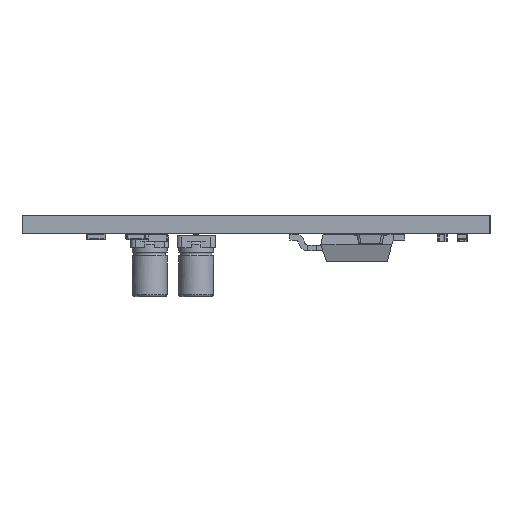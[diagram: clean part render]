
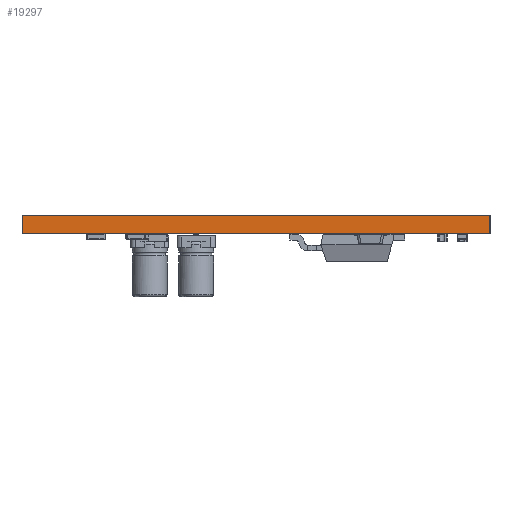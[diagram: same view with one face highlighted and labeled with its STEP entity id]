
A CAD part, left-side view. The second image highlights one B-rep face of the part: STEP entity #19297.
In plain terms, the highlighted planar face has unit normal (-1, 0, 0).
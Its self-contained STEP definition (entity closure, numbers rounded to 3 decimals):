
#19116 = PLANE('',#19117);
#19117 = AXIS2_PLACEMENT_3D('',#19118,#19119,#19120);
#19118 = CARTESIAN_POINT('',(21.,20.15,0.));
#19119 = DIRECTION('',(0.,-1.,0.));
#19120 = DIRECTION('',(-1.,0.,0.));
#19141 = VERTEX_POINT('',#19142);
#19142 = CARTESIAN_POINT('',(-21.,20.15,1.6));
#19156 = PLANE('',#19157);
#19157 = AXIS2_PLACEMENT_3D('',#19158,#19159,#19160);
#19158 = CARTESIAN_POINT('',(0.,0.,1.6));
#19159 = DIRECTION('',(0.,0.,1.));
#19160 = DIRECTION('',(1.,0.,-0.));
#19168 = EDGE_CURVE('',#19169,#19141,#19171,.T.);
#19169 = VERTEX_POINT('',#19170);
#19170 = CARTESIAN_POINT('',(-21.,20.15,0.));
#19171 = SURFACE_CURVE('',#19172,(#19176,#19183),.PCURVE_S1.);
#19172 = LINE('',#19173,#19174);
#19173 = CARTESIAN_POINT('',(-21.,20.15,0.));
#19174 = VECTOR('',#19175,1.);
#19175 = DIRECTION('',(0.,0.,1.));
#19176 = PCURVE('',#19116,#19177);
#19177 = DEFINITIONAL_REPRESENTATION('',(#19178),#19182);
#19178 = LINE('',#19179,#19180);
#19179 = CARTESIAN_POINT('',(42.,0.));
#19180 = VECTOR('',#19181,1.);
#19181 = DIRECTION('',(0.,-1.));
#19182 = ( GEOMETRIC_REPRESENTATION_CONTEXT(2) 
PARAMETRIC_REPRESENTATION_CONTEXT() REPRESENTATION_CONTEXT('2D SPACE',''
  ) );
#19183 = PCURVE('',#19184,#19189);
#19184 = PLANE('',#19185);
#19185 = AXIS2_PLACEMENT_3D('',#19186,#19187,#19188);
#19186 = CARTESIAN_POINT('',(-21.,20.15,0.));
#19187 = DIRECTION('',(1.,0.,-0.));
#19188 = DIRECTION('',(0.,-1.,0.));
#19189 = DEFINITIONAL_REPRESENTATION('',(#19190),#19194);
#19190 = LINE('',#19191,#19192);
#19191 = CARTESIAN_POINT('',(0.,0.));
#19192 = VECTOR('',#19193,1.);
#19193 = DIRECTION('',(0.,-1.));
#19194 = ( GEOMETRIC_REPRESENTATION_CONTEXT(2) 
PARAMETRIC_REPRESENTATION_CONTEXT() REPRESENTATION_CONTEXT('2D SPACE',''
  ) );
#19210 = PLANE('',#19211);
#19211 = AXIS2_PLACEMENT_3D('',#19212,#19213,#19214);
#19212 = CARTESIAN_POINT('',(0.,0.,0.));
#19213 = DIRECTION('',(0.,0.,1.));
#19214 = DIRECTION('',(1.,0.,-0.));
#19243 = PLANE('',#19244);
#19244 = AXIS2_PLACEMENT_3D('',#19245,#19246,#19247);
#19245 = CARTESIAN_POINT('',(-21.,-20.15,0.));
#19246 = DIRECTION('',(0.,1.,0.));
#19247 = DIRECTION('',(1.,0.,0.));
#19297 = ADVANCED_FACE('',(#19298),#19184,.F.);
#19298 = FACE_BOUND('',#19299,.F.);
#19299 = EDGE_LOOP('',(#19300,#19301,#19324,#19347));
#19300 = ORIENTED_EDGE('',*,*,#19168,.T.);
#19301 = ORIENTED_EDGE('',*,*,#19302,.T.);
#19302 = EDGE_CURVE('',#19141,#19303,#19305,.T.);
#19303 = VERTEX_POINT('',#19304);
#19304 = CARTESIAN_POINT('',(-21.,-20.15,1.6));
#19305 = SURFACE_CURVE('',#19306,(#19310,#19317),.PCURVE_S1.);
#19306 = LINE('',#19307,#19308);
#19307 = CARTESIAN_POINT('',(-21.,20.15,1.6));
#19308 = VECTOR('',#19309,1.);
#19309 = DIRECTION('',(0.,-1.,0.));
#19310 = PCURVE('',#19184,#19311);
#19311 = DEFINITIONAL_REPRESENTATION('',(#19312),#19316);
#19312 = LINE('',#19313,#19314);
#19313 = CARTESIAN_POINT('',(0.,-1.6));
#19314 = VECTOR('',#19315,1.);
#19315 = DIRECTION('',(1.,0.));
#19316 = ( GEOMETRIC_REPRESENTATION_CONTEXT(2) 
PARAMETRIC_REPRESENTATION_CONTEXT() REPRESENTATION_CONTEXT('2D SPACE',''
  ) );
#19317 = PCURVE('',#19156,#19318);
#19318 = DEFINITIONAL_REPRESENTATION('',(#19319),#19323);
#19319 = LINE('',#19320,#19321);
#19320 = CARTESIAN_POINT('',(-21.,20.15));
#19321 = VECTOR('',#19322,1.);
#19322 = DIRECTION('',(0.,-1.));
#19323 = ( GEOMETRIC_REPRESENTATION_CONTEXT(2) 
PARAMETRIC_REPRESENTATION_CONTEXT() REPRESENTATION_CONTEXT('2D SPACE',''
  ) );
#19324 = ORIENTED_EDGE('',*,*,#19325,.F.);
#19325 = EDGE_CURVE('',#19326,#19303,#19328,.T.);
#19326 = VERTEX_POINT('',#19327);
#19327 = CARTESIAN_POINT('',(-21.,-20.15,0.));
#19328 = SURFACE_CURVE('',#19329,(#19333,#19340),.PCURVE_S1.);
#19329 = LINE('',#19330,#19331);
#19330 = CARTESIAN_POINT('',(-21.,-20.15,0.));
#19331 = VECTOR('',#19332,1.);
#19332 = DIRECTION('',(0.,0.,1.));
#19333 = PCURVE('',#19184,#19334);
#19334 = DEFINITIONAL_REPRESENTATION('',(#19335),#19339);
#19335 = LINE('',#19336,#19337);
#19336 = CARTESIAN_POINT('',(40.3,0.));
#19337 = VECTOR('',#19338,1.);
#19338 = DIRECTION('',(0.,-1.));
#19339 = ( GEOMETRIC_REPRESENTATION_CONTEXT(2) 
PARAMETRIC_REPRESENTATION_CONTEXT() REPRESENTATION_CONTEXT('2D SPACE',''
  ) );
#19340 = PCURVE('',#19243,#19341);
#19341 = DEFINITIONAL_REPRESENTATION('',(#19342),#19346);
#19342 = LINE('',#19343,#19344);
#19343 = CARTESIAN_POINT('',(0.,0.));
#19344 = VECTOR('',#19345,1.);
#19345 = DIRECTION('',(0.,-1.));
#19346 = ( GEOMETRIC_REPRESENTATION_CONTEXT(2) 
PARAMETRIC_REPRESENTATION_CONTEXT() REPRESENTATION_CONTEXT('2D SPACE',''
  ) );
#19347 = ORIENTED_EDGE('',*,*,#19348,.F.);
#19348 = EDGE_CURVE('',#19169,#19326,#19349,.T.);
#19349 = SURFACE_CURVE('',#19350,(#19354,#19361),.PCURVE_S1.);
#19350 = LINE('',#19351,#19352);
#19351 = CARTESIAN_POINT('',(-21.,20.15,0.));
#19352 = VECTOR('',#19353,1.);
#19353 = DIRECTION('',(0.,-1.,0.));
#19354 = PCURVE('',#19184,#19355);
#19355 = DEFINITIONAL_REPRESENTATION('',(#19356),#19360);
#19356 = LINE('',#19357,#19358);
#19357 = CARTESIAN_POINT('',(0.,0.));
#19358 = VECTOR('',#19359,1.);
#19359 = DIRECTION('',(1.,0.));
#19360 = ( GEOMETRIC_REPRESENTATION_CONTEXT(2) 
PARAMETRIC_REPRESENTATION_CONTEXT() REPRESENTATION_CONTEXT('2D SPACE',''
  ) );
#19361 = PCURVE('',#19210,#19362);
#19362 = DEFINITIONAL_REPRESENTATION('',(#19363),#19367);
#19363 = LINE('',#19364,#19365);
#19364 = CARTESIAN_POINT('',(-21.,20.15));
#19365 = VECTOR('',#19366,1.);
#19366 = DIRECTION('',(0.,-1.));
#19367 = ( GEOMETRIC_REPRESENTATION_CONTEXT(2) 
PARAMETRIC_REPRESENTATION_CONTEXT() REPRESENTATION_CONTEXT('2D SPACE',''
  ) );
